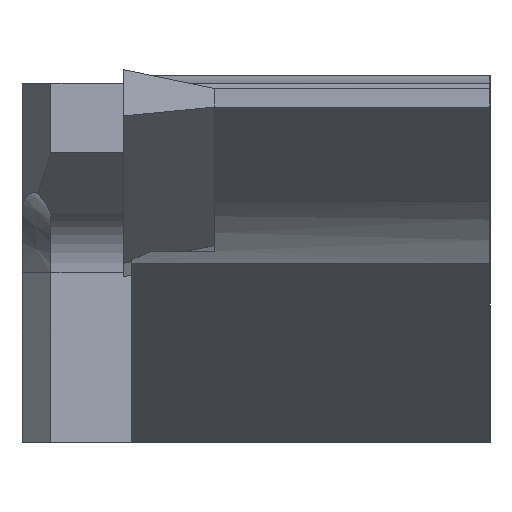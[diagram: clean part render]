
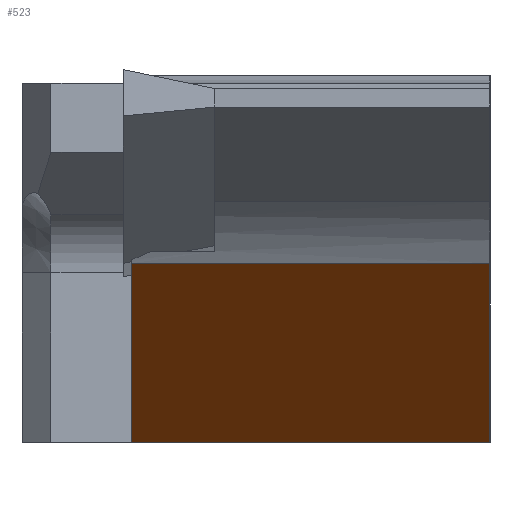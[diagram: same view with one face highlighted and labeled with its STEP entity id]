
A CAD part, left-side view. The second image highlights one B-rep face of the part: STEP entity #523.
In plain terms, the highlighted planar face has unit normal (-0.616, 0, -0.788).
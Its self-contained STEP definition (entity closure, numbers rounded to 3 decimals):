
#24 = DIRECTION ( 'NONE',  ( 0.616, 0., 0.788 ) ) ;
#39 = VERTEX_POINT ( 'NONE', #501 ) ;
#189 = DIRECTION ( 'NONE',  ( 0.788, 0., -0.616 ) ) ;
#215 = FACE_OUTER_BOUND ( 'NONE', #1533, .T. ) ;
#220 = ORIENTED_EDGE ( 'NONE', *, *, #1532, .F. ) ;
#234 = LINE ( 'NONE', #1241, #931 ) ;
#244 = CARTESIAN_POINT ( 'NONE',  ( 14.49, -0.3, -12.7 ) ) ;
#300 = DIRECTION ( 'NONE',  ( -0.788, 0., 0.616 ) ) ;
#318 = ORIENTED_EDGE ( 'NONE', *, *, #360, .F. ) ;
#360 = EDGE_CURVE ( 'NONE', #1073, #1623, #1231, .T. ) ;
#501 = CARTESIAN_POINT ( 'NONE',  ( 6.557, -12.7, -6.502 ) ) ;
#523 = ADVANCED_FACE ( 'NONE', ( #215 ), #588, .F. ) ;
#577 = LINE ( 'NONE', #714, #1676 ) ;
#588 = PLANE ( 'NONE',  #1179 ) ;
#632 = LINE ( 'NONE', #765, #1719 ) ;
#633 = ORIENTED_EDGE ( 'NONE', *, *, #1615, .T. ) ;
#714 = CARTESIAN_POINT ( 'NONE',  ( 6.557, 127., -6.502 ) ) ;
#765 = CARTESIAN_POINT ( 'NONE',  ( -0.669, -12.7, -0.857 ) ) ;
#931 = VECTOR ( 'NONE', #1082, 1000. ) ;
#1070 = DIRECTION ( 'NONE',  ( 0., -1., 0. ) ) ;
#1073 = VERTEX_POINT ( 'NONE', #244 ) ;
#1082 = DIRECTION ( 'NONE',  ( 0., -1., 0. ) ) ;
#1179 = AXIS2_PLACEMENT_3D ( 'NONE', #1493, #24, #189 ) ;
#1231 = LINE ( 'NONE', #1813, #1563 ) ;
#1241 = CARTESIAN_POINT ( 'NONE',  ( 14.49, -12.7, -12.7 ) ) ;
#1372 = DIRECTION ( 'NONE',  ( -0.788, 0., 0.616 ) ) ;
#1419 = VERTEX_POINT ( 'NONE', #1750 ) ;
#1455 = ORIENTED_EDGE ( 'NONE', *, *, #1530, .T. ) ;
#1493 = CARTESIAN_POINT ( 'NONE',  ( 16.5, 127., -14.271 ) ) ;
#1516 = CARTESIAN_POINT ( 'NONE',  ( 6.557, -0.3, -6.502 ) ) ;
#1530 = EDGE_CURVE ( 'NONE', #1419, #39, #632, .T. ) ;
#1532 = EDGE_CURVE ( 'NONE', #1623, #39, #577, .T. ) ;
#1533 = EDGE_LOOP ( 'NONE', ( #318, #633, #1455, #220 ) ) ;
#1563 = VECTOR ( 'NONE', #1372, 1000. ) ;
#1615 = EDGE_CURVE ( 'NONE', #1073, #1419, #234, .T. ) ;
#1623 = VERTEX_POINT ( 'NONE', #1516 ) ;
#1676 = VECTOR ( 'NONE', #1070, 1000. ) ;
#1719 = VECTOR ( 'NONE', #300, 1000. ) ;
#1750 = CARTESIAN_POINT ( 'NONE',  ( 14.49, -12.7, -12.7 ) ) ;
#1813 = CARTESIAN_POINT ( 'NONE',  ( 16.5, -0.3, -14.271 ) ) ;
